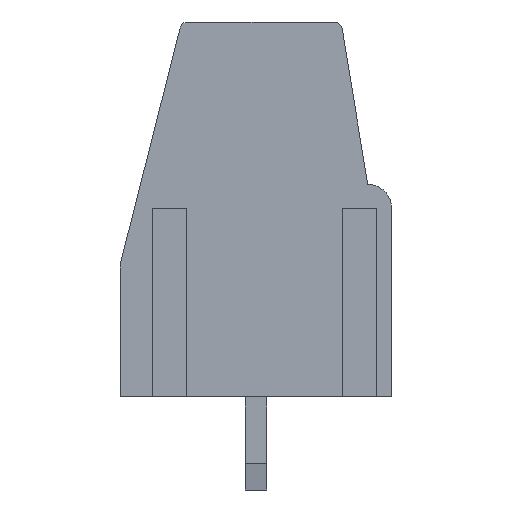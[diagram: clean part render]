
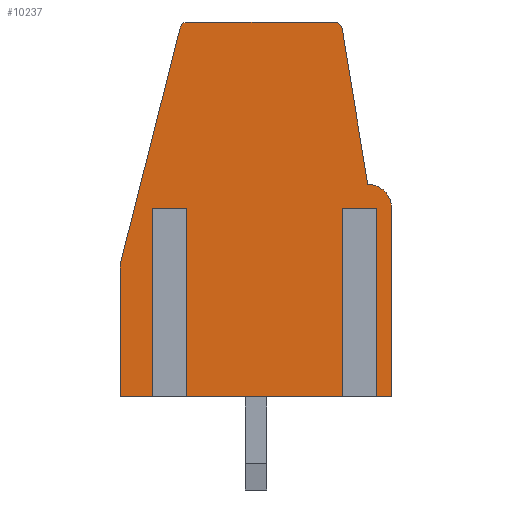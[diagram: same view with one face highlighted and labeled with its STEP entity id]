
A CAD part, left-side view. The second image highlights one B-rep face of the part: STEP entity #10237.
In plain terms, the highlighted planar face has unit normal (-1, 0, 0).
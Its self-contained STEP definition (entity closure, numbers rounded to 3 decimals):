
#7171 = VERTEX_POINT('',#7172);
#7172 = CARTESIAN_POINT('',(-40.64,2.586,14.1));
#7178 = EDGE_CURVE('',#7179,#7171,#7181,.T.);
#7179 = VERTEX_POINT('',#7180);
#7180 = CARTESIAN_POINT('',(-40.64,-2.925,14.1));
#7181 = LINE('',#7182,#7183);
#7182 = CARTESIAN_POINT('',(-40.64,-3.18,14.1));
#7183 = VECTOR('',#7184,1.);
#7184 = DIRECTION('',(0.,1.,0.));
#9521 = VERTEX_POINT('',#9522);
#9522 = CARTESIAN_POINT('',(-40.64,2.877,13.874));
#9528 = EDGE_CURVE('',#7171,#9521,#9529,.T.);
#9529 = CIRCLE('',#9530,0.3);
#9530 = AXIS2_PLACEMENT_3D('',#9531,#9532,#9533);
#9531 = CARTESIAN_POINT('',(-40.64,2.586,13.8));
#9532 = DIRECTION('',(-1.,0.,0.));
#9533 = DIRECTION('',(0.,-1.,0.));
#10237 = ADVANCED_FACE('',(#10238),#10362,.T.);
#10238 = FACE_BOUND('',#10239,.T.);
#10239 = EDGE_LOOP('',(#10240,#10250,#10258,#10266,#10274,#10282,#10290,
    #10298,#10306,#10314,#10323,#10331,#10338,#10339,#10340,#10348,
    #10356));
#10240 = ORIENTED_EDGE('',*,*,#10241,.F.);
#10241 = EDGE_CURVE('',#10242,#10244,#10246,.T.);
#10242 = VERTEX_POINT('',#10243);
#10243 = CARTESIAN_POINT('',(-40.64,3.569,7.1));
#10244 = VERTEX_POINT('',#10245);
#10245 = CARTESIAN_POINT('',(-40.64,3.569,0.));
#10246 = LINE('',#10247,#10248);
#10247 = CARTESIAN_POINT('',(-40.64,3.569,6.7));
#10248 = VECTOR('',#10249,1.);
#10249 = DIRECTION('',(0.,0.,-1.));
#10250 = ORIENTED_EDGE('',*,*,#10251,.F.);
#10251 = EDGE_CURVE('',#10252,#10242,#10254,.T.);
#10252 = VERTEX_POINT('',#10253);
#10253 = CARTESIAN_POINT('',(-40.64,2.971,7.1));
#10254 = LINE('',#10255,#10256);
#10255 = CARTESIAN_POINT('',(-40.64,3.569,7.1));
#10256 = VECTOR('',#10257,1.);
#10257 = DIRECTION('',(0.,1.,0.));
#10258 = ORIENTED_EDGE('',*,*,#10259,.T.);
#10259 = EDGE_CURVE('',#10252,#10260,#10262,.T.);
#10260 = VERTEX_POINT('',#10261);
#10261 = CARTESIAN_POINT('',(-40.64,2.971,0.));
#10262 = LINE('',#10263,#10264);
#10263 = CARTESIAN_POINT('',(-40.64,2.971,6.7));
#10264 = VECTOR('',#10265,1.);
#10265 = DIRECTION('',(0.,0.,-1.));
#10266 = ORIENTED_EDGE('',*,*,#10267,.T.);
#10267 = EDGE_CURVE('',#10260,#10268,#10270,.T.);
#10268 = VERTEX_POINT('',#10269);
#10269 = CARTESIAN_POINT('',(-40.64,-3.581,0.));
#10270 = LINE('',#10271,#10272);
#10271 = CARTESIAN_POINT('',(-40.64,5.12,0.));
#10272 = VECTOR('',#10273,1.);
#10273 = DIRECTION('',(0.,-1.,0.));
#10274 = ORIENTED_EDGE('',*,*,#10275,.F.);
#10275 = EDGE_CURVE('',#10276,#10268,#10278,.T.);
#10276 = VERTEX_POINT('',#10277);
#10277 = CARTESIAN_POINT('',(-40.64,-3.581,7.1));
#10278 = LINE('',#10279,#10280);
#10279 = CARTESIAN_POINT('',(-40.64,-3.581,6.7));
#10280 = VECTOR('',#10281,1.);
#10281 = DIRECTION('',(0.,0.,-1.));
#10282 = ORIENTED_EDGE('',*,*,#10283,.F.);
#10283 = EDGE_CURVE('',#10284,#10276,#10286,.T.);
#10284 = VERTEX_POINT('',#10285);
#10285 = CARTESIAN_POINT('',(-40.64,-4.179,7.1));
#10286 = LINE('',#10287,#10288);
#10287 = CARTESIAN_POINT('',(-40.64,-4.179,7.1));
#10288 = VECTOR('',#10289,1.);
#10289 = DIRECTION('',(0.,1.,0.));
#10290 = ORIENTED_EDGE('',*,*,#10291,.T.);
#10291 = EDGE_CURVE('',#10284,#10292,#10294,.T.);
#10292 = VERTEX_POINT('',#10293);
#10293 = CARTESIAN_POINT('',(-40.64,-4.179,0.));
#10294 = LINE('',#10295,#10296);
#10295 = CARTESIAN_POINT('',(-40.64,-4.179,6.7));
#10296 = VECTOR('',#10297,1.);
#10297 = DIRECTION('',(0.,0.,-1.));
#10298 = ORIENTED_EDGE('',*,*,#10299,.T.);
#10299 = EDGE_CURVE('',#10292,#10300,#10302,.T.);
#10300 = VERTEX_POINT('',#10301);
#10301 = CARTESIAN_POINT('',(-40.64,-5.08,0.));
#10302 = LINE('',#10303,#10304);
#10303 = CARTESIAN_POINT('',(-40.64,5.12,0.));
#10304 = VECTOR('',#10305,1.);
#10305 = DIRECTION('',(0.,-1.,0.));
#10306 = ORIENTED_EDGE('',*,*,#10307,.T.);
#10307 = EDGE_CURVE('',#10300,#10308,#10310,.T.);
#10308 = VERTEX_POINT('',#10309);
#10309 = CARTESIAN_POINT('',(-40.64,-5.08,7.1));
#10310 = LINE('',#10311,#10312);
#10311 = CARTESIAN_POINT('',(-40.64,-5.08,0.));
#10312 = VECTOR('',#10313,1.);
#10313 = DIRECTION('',(0.,0.,1.));
#10314 = ORIENTED_EDGE('',*,*,#10315,.T.);
#10315 = EDGE_CURVE('',#10308,#10316,#10318,.T.);
#10316 = VERTEX_POINT('',#10317);
#10317 = CARTESIAN_POINT('',(-40.64,-4.18,8.));
#10318 = CIRCLE('',#10319,0.9);
#10319 = AXIS2_PLACEMENT_3D('',#10320,#10321,#10322);
#10320 = CARTESIAN_POINT('',(-40.64,-4.18,7.1));
#10321 = DIRECTION('',(-1.,0.,0.));
#10322 = DIRECTION('',(0.,1.,0.));
#10323 = ORIENTED_EDGE('',*,*,#10324,.T.);
#10324 = EDGE_CURVE('',#10316,#10325,#10327,.T.);
#10325 = VERTEX_POINT('',#10326);
#10326 = CARTESIAN_POINT('',(-40.64,-3.221,13.849));
#10327 = LINE('',#10328,#10329);
#10328 = CARTESIAN_POINT('',(-40.64,-4.18,8.));
#10329 = VECTOR('',#10330,1.);
#10330 = DIRECTION('',(0.,0.162,0.987));
#10331 = ORIENTED_EDGE('',*,*,#10332,.T.);
#10332 = EDGE_CURVE('',#10325,#7179,#10333,.T.);
#10333 = CIRCLE('',#10334,0.3);
#10334 = AXIS2_PLACEMENT_3D('',#10335,#10336,#10337);
#10335 = CARTESIAN_POINT('',(-40.64,-2.925,13.8));
#10336 = DIRECTION('',(-1.,0.,0.));
#10337 = DIRECTION('',(0.,-1.,0.));
#10338 = ORIENTED_EDGE('',*,*,#7178,.T.);
#10339 = ORIENTED_EDGE('',*,*,#9528,.T.);
#10340 = ORIENTED_EDGE('',*,*,#10341,.T.);
#10341 = EDGE_CURVE('',#9521,#10342,#10344,.T.);
#10342 = VERTEX_POINT('',#10343);
#10343 = CARTESIAN_POINT('',(-40.64,5.12,5.));
#10344 = LINE('',#10345,#10346);
#10345 = CARTESIAN_POINT('',(-40.64,2.82,14.1));
#10346 = VECTOR('',#10347,1.);
#10347 = DIRECTION('',(0.,0.245,-0.97));
#10348 = ORIENTED_EDGE('',*,*,#10349,.T.);
#10349 = EDGE_CURVE('',#10342,#10350,#10352,.T.);
#10350 = VERTEX_POINT('',#10351);
#10351 = CARTESIAN_POINT('',(-40.64,5.12,0.));
#10352 = LINE('',#10353,#10354);
#10353 = CARTESIAN_POINT('',(-40.64,5.12,5.));
#10354 = VECTOR('',#10355,1.);
#10355 = DIRECTION('',(0.,0.,-1.));
#10356 = ORIENTED_EDGE('',*,*,#10357,.T.);
#10357 = EDGE_CURVE('',#10350,#10244,#10358,.T.);
#10358 = LINE('',#10359,#10360);
#10359 = CARTESIAN_POINT('',(-40.64,5.12,0.));
#10360 = VECTOR('',#10361,1.);
#10361 = DIRECTION('',(0.,-1.,0.));
#10362 = PLANE('',#10363);
#10363 = AXIS2_PLACEMENT_3D('',#10364,#10365,#10366);
#10364 = CARTESIAN_POINT('',(-40.64,-4.18,7.1));
#10365 = DIRECTION('',(-1.,0.,0.));
#10366 = DIRECTION('',(0.,-1.,0.));
